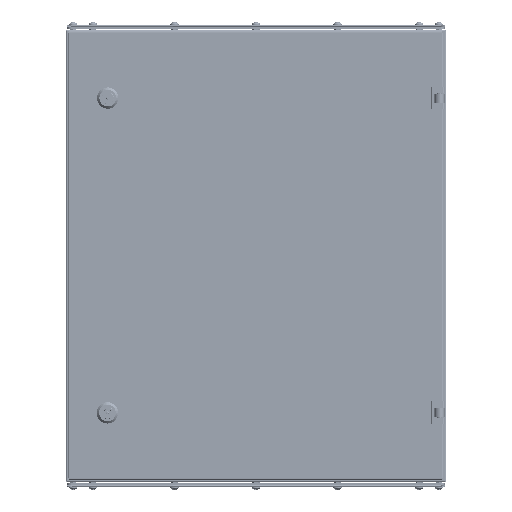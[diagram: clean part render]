
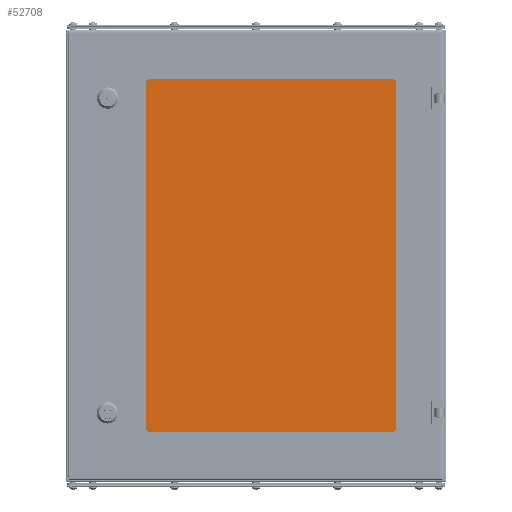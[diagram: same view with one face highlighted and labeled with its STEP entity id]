
A CAD part, top view. The second image highlights one B-rep face of the part: STEP entity #52708.
In plain terms, the highlighted planar face has unit normal (0, 0, 1).
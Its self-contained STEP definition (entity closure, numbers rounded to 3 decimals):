
#1033 = ORIENTED_EDGE ( 'NONE', *, *, #17774, .T. ) ;
#1712 = ORIENTED_EDGE ( 'NONE', *, *, #23065, .T. ) ;
#4093 = CARTESIAN_POINT ( 'NONE',  ( -177.75, 235.5, 4. ) ) ;
#4104 = AXIS2_PLACEMENT_3D ( 'NONE', #29878, #7547, #85493 ) ;
#4224 = EDGE_CURVE ( 'NONE', #76159, #88377, #4724, .T. ) ;
#4724 = CIRCLE ( 'NONE', #58609, 10. ) ;
#5245 = DIRECTION ( 'NONE',  ( 0., 0., 1. ) ) ;
#7547 = DIRECTION ( 'NONE',  ( 0., 0., 1. ) ) ;
#8969 = CARTESIAN_POINT ( 'NONE',  ( -177.75, -235.5, 4. ) ) ;
#10984 = DIRECTION ( 'NONE',  ( -1., 0., 0. ) ) ;
#11888 = ORIENTED_EDGE ( 'NONE', *, *, #4224, .T. ) ;
#12640 = AXIS2_PLACEMENT_3D ( 'NONE', #69056, #5245, #48069 ) ;
#12691 = CARTESIAN_POINT ( 'NONE',  ( 177.75, -245.5, 4. ) ) ;
#13546 = VECTOR ( 'NONE', #19018, 1000. ) ;
#14695 = VECTOR ( 'NONE', #82905, 1000. ) ;
#14701 = CARTESIAN_POINT ( 'NONE',  ( -177.75, 245.5, 4. ) ) ;
#16354 = VECTOR ( 'NONE', #85359, 1000. ) ;
#17774 = EDGE_CURVE ( 'NONE', #76573, #51852, #68169, .T. ) ;
#17805 = CARTESIAN_POINT ( 'NONE',  ( -167.75, -235.5, 4. ) ) ;
#18265 = DIRECTION ( 'NONE',  ( 0., 0., 1. ) ) ;
#19018 = DIRECTION ( 'NONE',  ( 1., 0., 0. ) ) ;
#19311 = DIRECTION ( 'NONE',  ( -1., 0., 0. ) ) ;
#19419 = ORIENTED_EDGE ( 'NONE', *, *, #53988, .T. ) ;
#19918 = AXIS2_PLACEMENT_3D ( 'NONE', #17805, #18265, #10984 ) ;
#21727 = CARTESIAN_POINT ( 'NONE',  ( 177.75, -235.5, 4. ) ) ;
#23065 = EDGE_CURVE ( 'NONE', #63117, #77517, #51927, .T. ) ;
#24017 = ORIENTED_EDGE ( 'NONE', *, *, #29393, .T. ) ;
#25858 = LINE ( 'NONE', #53668, #13546 ) ;
#26151 = DIRECTION ( 'NONE',  ( 0., 0., -1. ) ) ;
#26586 = EDGE_LOOP ( 'NONE', ( #45955, #11888, #24017, #1033, #28321, #1712, #54210, #19419 ) ) ;
#26823 = LINE ( 'NONE', #12691, #72973 ) ;
#28321 = ORIENTED_EDGE ( 'NONE', *, *, #56452, .T. ) ;
#29323 = EDGE_CURVE ( 'NONE', #77517, #38449, #40469, .T. ) ;
#29393 = EDGE_CURVE ( 'NONE', #88377, #76573, #26823, .T. ) ;
#29878 = CARTESIAN_POINT ( 'NONE',  ( 167.75, 235.5, 4. ) ) ;
#31841 = CARTESIAN_POINT ( 'NONE',  ( 167.75, -235.5, 4. ) ) ;
#36601 = CARTESIAN_POINT ( 'NONE',  ( 177.75, 235.5, 4. ) ) ;
#38392 = CARTESIAN_POINT ( 'NONE',  ( -167.75, 245.5, 4. ) ) ;
#38449 = VERTEX_POINT ( 'NONE', #8969 ) ;
#38914 = PLANE ( 'NONE',  #79590 ) ;
#39542 = DIRECTION ( 'NONE',  ( 0., 0., 1. ) ) ;
#40469 = LINE ( 'NONE', #53732, #14695 ) ;
#45955 = ORIENTED_EDGE ( 'NONE', *, *, #57370, .T. ) ;
#46417 = DIRECTION ( 'NONE',  ( -1., 0., 0. ) ) ;
#48069 = DIRECTION ( 'NONE',  ( -1., 0., 0. ) ) ;
#49282 = VERTEX_POINT ( 'NONE', #83917 ) ;
#51852 = VERTEX_POINT ( 'NONE', #88603 ) ;
#51927 = CIRCLE ( 'NONE', #12640, 10. ) ;
#52708 = ADVANCED_FACE ( 'NONE', ( #80920 ), #38914, .F. ) ;
#53668 = CARTESIAN_POINT ( 'NONE',  ( -177.75, -245.5, 4. ) ) ;
#53732 = CARTESIAN_POINT ( 'NONE',  ( -177.75, -245.5, 4. ) ) ;
#53988 = EDGE_CURVE ( 'NONE', #38449, #49282, #60740, .T. ) ;
#54210 = ORIENTED_EDGE ( 'NONE', *, *, #29323, .T. ) ;
#56452 = EDGE_CURVE ( 'NONE', #51852, #63117, #64391, .T. ) ;
#57370 = EDGE_CURVE ( 'NONE', #49282, #76159, #25858, .T. ) ;
#58239 = CARTESIAN_POINT ( 'NONE',  ( 167.75, -245.5, 4. ) ) ;
#58609 = AXIS2_PLACEMENT_3D ( 'NONE', #31841, #39542, #46417 ) ;
#60740 = CIRCLE ( 'NONE', #19918, 10. ) ;
#63117 = VERTEX_POINT ( 'NONE', #38392 ) ;
#64391 = LINE ( 'NONE', #14701, #16354 ) ;
#68169 = CIRCLE ( 'NONE', #4104, 10. ) ;
#69056 = CARTESIAN_POINT ( 'NONE',  ( -167.75, 235.5, 4. ) ) ;
#72973 = VECTOR ( 'NONE', #89748, 1000. ) ;
#74520 = CARTESIAN_POINT ( 'NONE',  ( 0., 0., 4. ) ) ;
#76159 = VERTEX_POINT ( 'NONE', #58239 ) ;
#76573 = VERTEX_POINT ( 'NONE', #36601 ) ;
#77517 = VERTEX_POINT ( 'NONE', #4093 ) ;
#79590 = AXIS2_PLACEMENT_3D ( 'NONE', #74520, #26151, #19311 ) ;
#80920 = FACE_OUTER_BOUND ( 'NONE', #26586, .T. ) ;
#82905 = DIRECTION ( 'NONE',  ( 0., -1., 0. ) ) ;
#83917 = CARTESIAN_POINT ( 'NONE',  ( -167.75, -245.5, 4. ) ) ;
#85359 = DIRECTION ( 'NONE',  ( -1., 0., 0. ) ) ;
#85493 = DIRECTION ( 'NONE',  ( -1., 0., 0. ) ) ;
#88377 = VERTEX_POINT ( 'NONE', #21727 ) ;
#88603 = CARTESIAN_POINT ( 'NONE',  ( 167.75, 245.5, 4. ) ) ;
#89748 = DIRECTION ( 'NONE',  ( 0., 1., 0. ) ) ;
